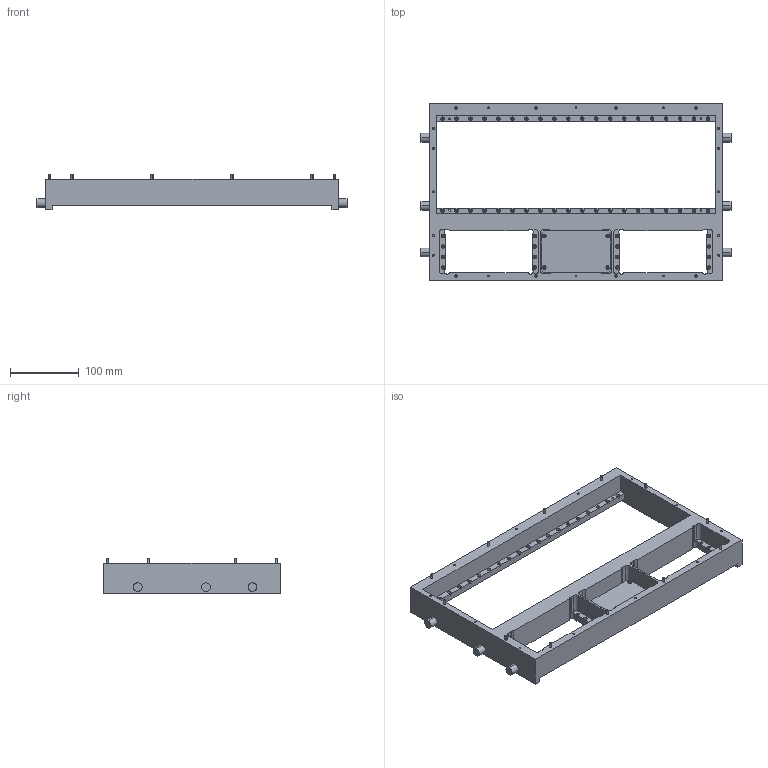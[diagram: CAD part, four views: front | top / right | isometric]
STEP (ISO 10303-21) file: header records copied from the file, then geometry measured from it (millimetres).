
FILE_DESCRIPTION (( 'STEP AP214' ), '1' );
FILE_NAME ('INGUN_113497.STEP', '2022-10-20T11:26:01', ( '' ), ( '' ), 'SwSTEP 2.0', 'SolidWorks 2021', '' );
FILE_SCHEMA (( 'AUTOMOTIVE_DESIGN' ));
Length unit declared in the file: millimetre
Products named in the file (3): 111333~0_S; DIN912~n_M03,0x040; INGUN_113497
Assembly tree (13 placements, depth 2):
  INGUN_113497
    111333~0_S
    DIN912~n_M03,0x040  x12
Bounding box: 450.85 x 257.18 x 51.43 mm (x, y, z)
Volume: 1175190.3 mm3; surface area: 250887.3 mm2
Topology: 13 solids, 17 shells, 1023 faces, 2600 edges, 1698 vertices
Faces by surface type: cylinder 634, plane 309, cone 72, torus 8
Entity records: 22159 total; most frequent: DIRECTION 4093, CARTESIAN_POINT 3707, ORIENTED_EDGE 3590, EDGE_CURVE 1795, AXIS2_PLACEMENT_3D 1578, VERTEX_POINT 1192, EDGE_LOOP 955, VECTOR 937
